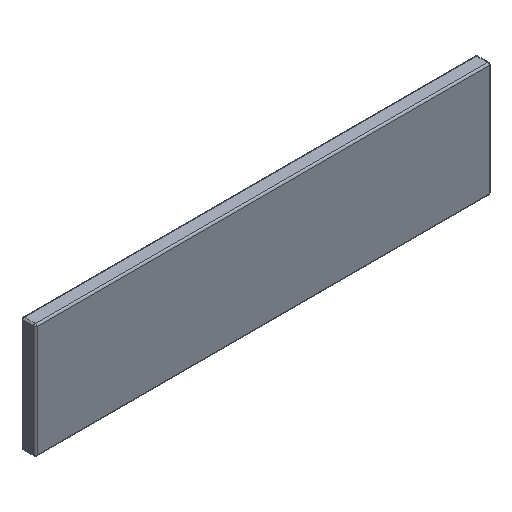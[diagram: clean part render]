
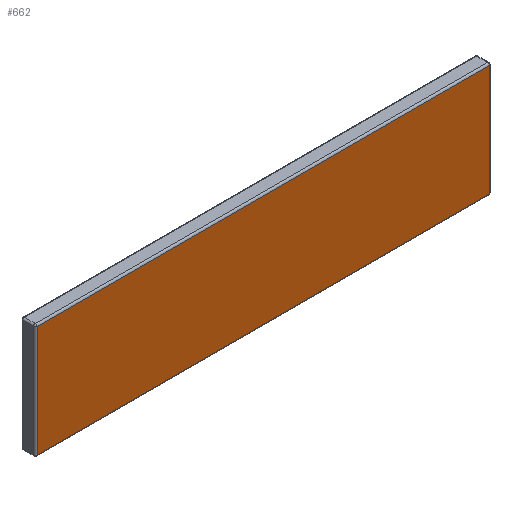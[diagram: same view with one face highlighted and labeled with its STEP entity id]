
A CAD part, isometric view. The second image highlights one B-rep face of the part: STEP entity #662.
In plain terms, the highlighted planar face has unit normal (0, -1, 0).
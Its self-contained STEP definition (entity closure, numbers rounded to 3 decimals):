
#4 = VECTOR ( 'NONE', #526, 1000. ) ;
#17 = LINE ( 'NONE', #181, #520 ) ;
#52 = CARTESIAN_POINT ( 'NONE',  ( -789., 0., -194. ) ) ;
#56 = LINE ( 'NONE', #535, #403 ) ;
#103 = ORIENTED_EDGE ( 'NONE', *, *, #540, .T. ) ;
#110 = EDGE_CURVE ( 'NONE', #136, #377, #311, .T. ) ;
#116 = VERTEX_POINT ( 'NONE', #406 ) ;
#136 = VERTEX_POINT ( 'NONE', #523 ) ;
#158 = AXIS2_PLACEMENT_3D ( 'NONE', #609, #294, #283 ) ;
#170 = CARTESIAN_POINT ( 'NONE',  ( 0., 0., -194. ) ) ;
#181 = CARTESIAN_POINT ( 'NONE',  ( -789., 0., 0. ) ) ;
#186 = ORIENTED_EDGE ( 'NONE', *, *, #215, .T. ) ;
#195 = FACE_OUTER_BOUND ( 'NONE', #364, .T. ) ;
#207 = VERTEX_POINT ( 'NONE', #52 ) ;
#209 = ORIENTED_EDGE ( 'NONE', *, *, #110, .T. ) ;
#215 = EDGE_CURVE ( 'NONE', #377, #116, #56, .T. ) ;
#224 = DIRECTION ( 'NONE',  ( 0., 0., -1. ) ) ;
#249 = EDGE_CURVE ( 'NONE', #116, #207, #17, .T. ) ;
#283 = DIRECTION ( 'NONE',  ( 0., 0., 1. ) ) ;
#294 = DIRECTION ( 'NONE',  ( 0., 1., 0. ) ) ;
#311 = LINE ( 'NONE', #519, #4 ) ;
#318 = VECTOR ( 'NONE', #592, 1000. ) ;
#322 = LINE ( 'NONE', #170, #318 ) ;
#364 = EDGE_LOOP ( 'NONE', ( #408, #103, #209, #186 ) ) ;
#377 = VERTEX_POINT ( 'NONE', #541 ) ;
#403 = VECTOR ( 'NONE', #537, 1000. ) ;
#406 = CARTESIAN_POINT ( 'NONE',  ( -789., 0., 194. ) ) ;
#408 = ORIENTED_EDGE ( 'NONE', *, *, #249, .T. ) ;
#519 = CARTESIAN_POINT ( 'NONE',  ( 789., 0., 0. ) ) ;
#520 = VECTOR ( 'NONE', #224, 1000. ) ;
#523 = CARTESIAN_POINT ( 'NONE',  ( 789., 0., -194. ) ) ;
#526 = DIRECTION ( 'NONE',  ( 0., 0., 1. ) ) ;
#535 = CARTESIAN_POINT ( 'NONE',  ( 0., 0., 194. ) ) ;
#537 = DIRECTION ( 'NONE',  ( -1., 0., 0. ) ) ;
#540 = EDGE_CURVE ( 'NONE', #207, #136, #322, .T. ) ;
#541 = CARTESIAN_POINT ( 'NONE',  ( 789., 0., 194. ) ) ;
#556 = PLANE ( 'NONE',  #158 ) ;
#592 = DIRECTION ( 'NONE',  ( 1., 0., 0. ) ) ;
#609 = CARTESIAN_POINT ( 'NONE',  ( 0., 0., 0. ) ) ;
#662 = ADVANCED_FACE ( 'NONE', ( #195 ), #556, .F. ) ;
